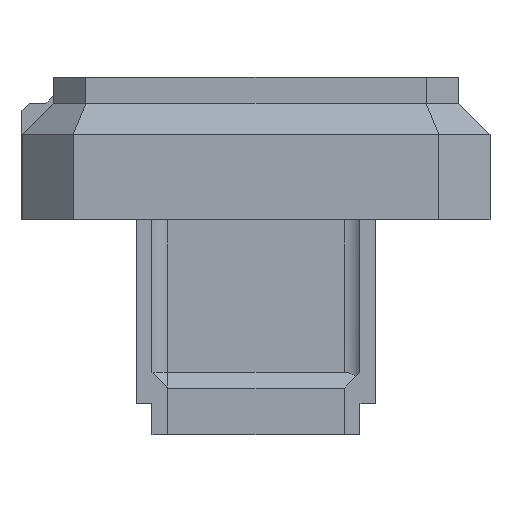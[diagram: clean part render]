
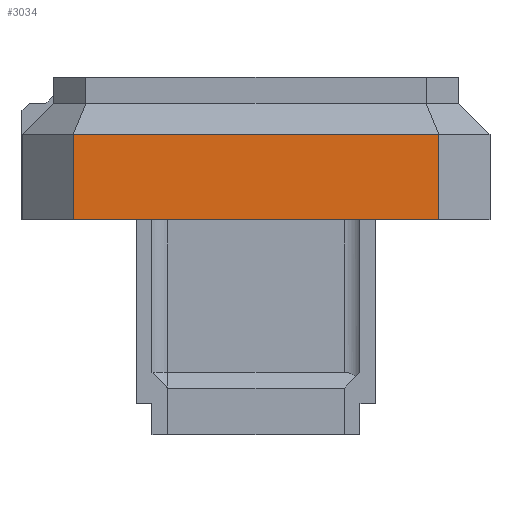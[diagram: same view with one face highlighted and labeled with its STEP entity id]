
A CAD part, front view. The second image highlights one B-rep face of the part: STEP entity #3034.
In plain terms, the highlighted planar face has unit normal (0, -1, 0).
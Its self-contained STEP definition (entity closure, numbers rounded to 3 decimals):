
#112 = DIRECTION ( 'NONE',  ( 0., 0., -1. ) ) ;
#158 = VERTEX_POINT ( 'NONE', #1195 ) ;
#393 = CARTESIAN_POINT ( 'NONE',  ( 0., -71.547, 5.2 ) ) ;
#569 = VECTOR ( 'NONE', #112, 1000. ) ;
#683 = LINE ( 'NONE', #3842, #2251 ) ;
#923 = ORIENTED_EDGE ( 'NONE', *, *, #1582, .T. ) ;
#1002 = LINE ( 'NONE', #2928, #569 ) ;
#1022 = ORIENTED_EDGE ( 'NONE', *, *, #2939, .F. ) ;
#1113 = DIRECTION ( 'NONE',  ( -1., 0., 0. ) ) ;
#1155 = CARTESIAN_POINT ( 'NONE',  ( -40.584, -71.547, 5.2 ) ) ;
#1165 = VERTEX_POINT ( 'NONE', #1155 ) ;
#1195 = CARTESIAN_POINT ( 'NONE',  ( -40.584, -71.547, -3. ) ) ;
#1198 = CARTESIAN_POINT ( 'NONE',  ( -75.768, -71.547, 5.2 ) ) ;
#1229 = VERTEX_POINT ( 'NONE', #1198 ) ;
#1582 = EDGE_CURVE ( 'NONE', #1229, #1963, #1002, .T. ) ;
#1657 = AXIS2_PLACEMENT_3D ( 'NONE', #1774, #3057, #3657 ) ;
#1729 = PLANE ( 'NONE',  #1657 ) ;
#1774 = CARTESIAN_POINT ( 'NONE',  ( 0., -71.547, 8.2 ) ) ;
#1963 = VERTEX_POINT ( 'NONE', #2034 ) ;
#1989 = LINE ( 'NONE', #393, #2962 ) ;
#2034 = CARTESIAN_POINT ( 'NONE',  ( -75.768, -71.547, -3. ) ) ;
#2251 = VECTOR ( 'NONE', #3241, 1000. ) ;
#2304 = DIRECTION ( 'NONE',  ( -1., 0., 0. ) ) ;
#2339 = EDGE_CURVE ( 'NONE', #1165, #1229, #1989, .T. ) ;
#2531 = EDGE_CURVE ( 'NONE', #158, #1963, #2674, .T. ) ;
#2674 = LINE ( 'NONE', #3943, #2840 ) ;
#2840 = VECTOR ( 'NONE', #1113, 1000. ) ;
#2928 = CARTESIAN_POINT ( 'NONE',  ( -75.768, -71.547, 8.2 ) ) ;
#2939 = EDGE_CURVE ( 'NONE', #1165, #158, #683, .T. ) ;
#2962 = VECTOR ( 'NONE', #2304, 1000. ) ;
#3034 = ADVANCED_FACE ( 'NONE', ( #3682 ), #1729, .T. ) ;
#3057 = DIRECTION ( 'NONE',  ( 0., -1., 0. ) ) ;
#3187 = ORIENTED_EDGE ( 'NONE', *, *, #2531, .F. ) ;
#3241 = DIRECTION ( 'NONE',  ( 0., 0., -1. ) ) ;
#3307 = ORIENTED_EDGE ( 'NONE', *, *, #2339, .T. ) ;
#3460 = EDGE_LOOP ( 'NONE', ( #1022, #3307, #923, #3187 ) ) ;
#3657 = DIRECTION ( 'NONE',  ( 0., 0., -1. ) ) ;
#3682 = FACE_OUTER_BOUND ( 'NONE', #3460, .T. ) ;
#3842 = CARTESIAN_POINT ( 'NONE',  ( -40.584, -71.547, 8.2 ) ) ;
#3943 = CARTESIAN_POINT ( 'NONE',  ( -40.584, -71.547, -3. ) ) ;
